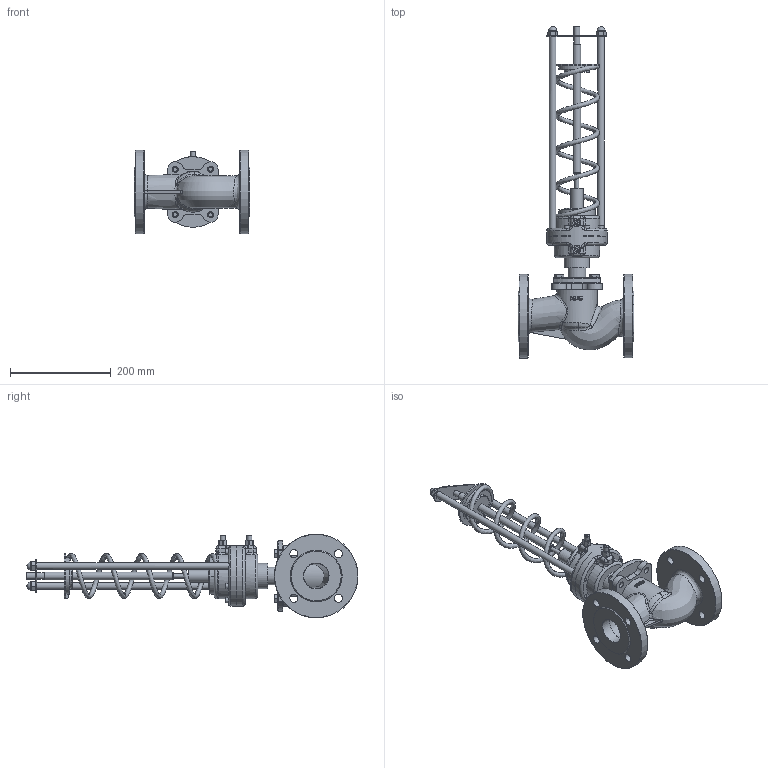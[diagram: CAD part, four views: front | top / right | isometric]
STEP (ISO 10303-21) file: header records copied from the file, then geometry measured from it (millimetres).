
FILE_DESCRIPTION(/* description */ (''),/* implementation_level */ '2;1');
FILE_NAME(/* name */ 'DN50_3D_STEP.stp',/* time_stamp */ '2024-04-25T13:13:10+03:00',/* author */ ('igorr'),/* organization */ (''),/* preprocessor_version */ 'ST-DEVELOPER v19.2',/* originating_system */ 'Autodesk Inventor 2023',/* authorisation */ '');
FILE_SCHEMA (('AUTOMOTIVE_DESIGN { 1 0 10303 214 3 1 1 }'));
Length unit declared in the file: millimetre
Products named in the file (6): Сборка; Деталь2; Деталь1; AS 1110 - M10 x 16; AS 1420 - 1973 - M6 x 10; CNS 4473 - M 10
Assembly tree (14 placements, depth 2):
  Сборка
    Деталь2
    Деталь1
    AS 1110 - M10 x 16  x4
    AS 1420 - 1973 - M6 x 10  x6
    CNS 4473 - M 10  x2
Bounding box: 230 x 659 x 166 mm (x, y, z)
Volume: 2742214.4 mm3; surface area: 423779.2 mm2
Topology: 14 solids, 15 shells, 584 faces, 1457 edges, 924 vertices
Faces by surface type: plane 254, cylinder 148, cone 78, bspline 62, torus 32, sphere 10
Full cylindrical faces by diameter (mm): 4.49 x2, 4.902 x1, 6 x6, 7 x17, 8 x1, 8.376 x2, 9.994 x2, 10 x10, 11 x4, 12 x6, 13.036 x1, 13.497 x1, 15 x2, 16 x14, 25 x1, 35 x1, 50 x5, 72 x1, 80 x1, 90 x2, 120 x1, 166 x2
Entity records: 21592 total; most frequent: CARTESIAN_POINT 11059, ORIENTED_EDGE 2118, DIRECTION 1995, EDGE_CURVE 1059, AXIS2_PLACEMENT_3D 819, VERTEX_POINT 681, EDGE_LOOP 502, CIRCLE 416
